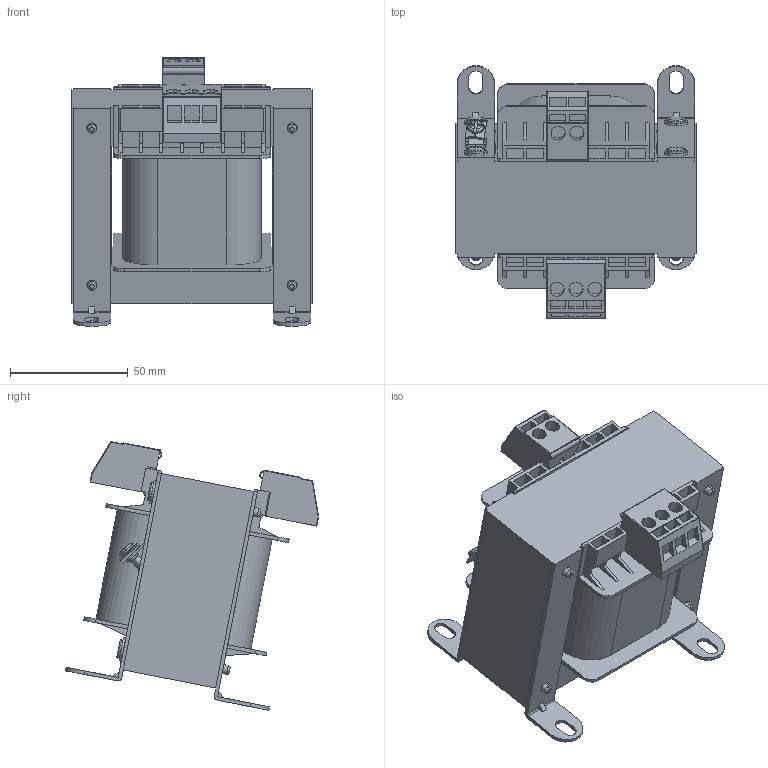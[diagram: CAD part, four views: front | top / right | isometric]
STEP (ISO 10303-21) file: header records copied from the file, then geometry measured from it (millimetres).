
FILE_DESCRIPTION((''),'2;1');
FILE_NAME('NDK-150ASM_ASM','2018-04-25T',('jghua'),(''),'CREO PARAMETRIC BY PTC INC, 2014440','CREO PARAMETRIC BY PTC INC, 2014440','');
FILE_SCHEMA(('CONFIG_CONTROL_DESIGN'));
Length unit declared in the file: millimetre
Products named in the file (1): NDK-150ASM_ASM
Bounding box: 102 x 107.44 x 114.09 mm (x, y, z)
Volume: 433593.1 mm3; surface area: 86794.8 mm2
Topology: 1 solids, 1 shells, 679 faces, 1847 edges, 1190 vertices
Faces by surface type: plane 488, cylinder 163, torus 14, bspline 8, sphere 6
Entity records: 21582 total; most frequent: CARTESIAN_POINT 4122, ORIENTED_EDGE 3686, DIRECTION 3512, EDGE_CURVE 1843, VECTOR 1448, LINE 1448, VERTEX_POINT 1190, AXIS2_PLACEMENT_3D 1032
